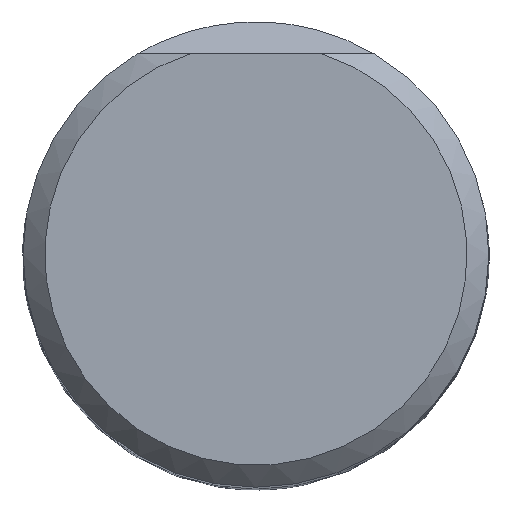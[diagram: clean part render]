
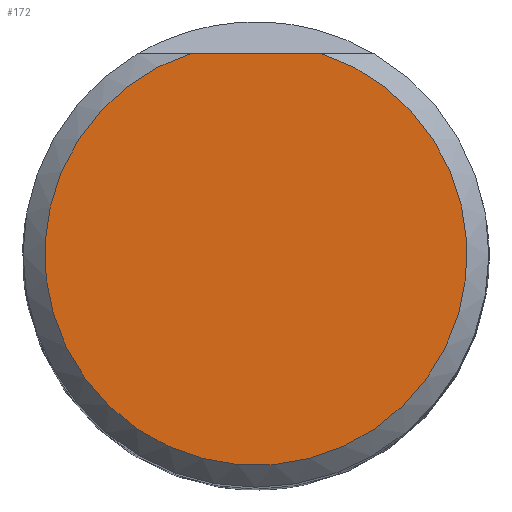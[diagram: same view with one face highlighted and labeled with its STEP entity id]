
A CAD part, top view. The second image highlights one B-rep face of the part: STEP entity #172.
In plain terms, the highlighted planar face has unit normal (0, 0, 1).
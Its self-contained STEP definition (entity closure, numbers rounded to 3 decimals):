
#106=LINE('',#767,#114);
#114=VECTOR('',#654,1.);
#131=FACE_OUTER_BOUND('',#256,.T.);
#141=PLANE('',#548);
#172=ADVANCED_FACE('CU_SU3',(#131),#141,.F.);
#256=EDGE_LOOP('',(#301,#302));
#301=ORIENTED_EDGE('',*,*,#379,.F.);
#302=ORIENTED_EDGE('',*,*,#380,.F.);
#350=VERTEX_POINT('',#768);
#351=VERTEX_POINT('',#769);
#379=EDGE_CURVE('',#350,#351,#106,.T.);
#380=EDGE_CURVE('',#351,#350,#412,.T.);
#412=CIRCLE('',#547,14.496);
#547=AXIS2_PLACEMENT_3D('',#770,#655,#656);
#548=AXIS2_PLACEMENT_3D('',#771,#657,#658);
#654=DIRECTION('',(1.,0.,0.));
#655=DIRECTION('',(0.,0.,-1.));
#656=DIRECTION('',(-1.,0.,0.));
#657=DIRECTION('',(0.,0.,-1.));
#658=DIRECTION('',(-1.,0.,0.));
#767=CARTESIAN_POINT('',(0.,13.8,0.));
#768=CARTESIAN_POINT('',(-4.438,13.8,0.));
#769=CARTESIAN_POINT('',(4.438,13.8,0.));
#770=CARTESIAN_POINT('',(0.,0.,0.));
#771=CARTESIAN_POINT('',(0.,0.,0.));
